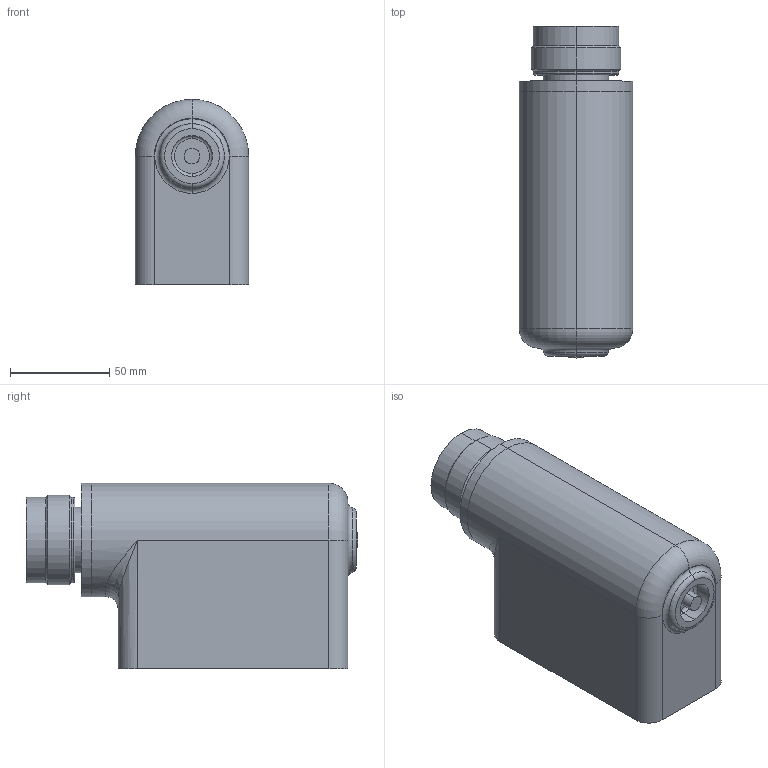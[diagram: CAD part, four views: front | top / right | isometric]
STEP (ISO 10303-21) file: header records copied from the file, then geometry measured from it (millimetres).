
FILE_DESCRIPTION (( 'STEP AP214' ), '1' );
FILE_NAME ('SSC_BASE_Sketch_Jul.18.STEP', '2025-07-18T16:35:12', ( '' ), ( '' ), 'SwSTEP 2.0', 'SolidWorks 2024', '' );
FILE_SCHEMA (( 'AUTOMOTIVE_DESIGN' ));
Length unit declared in the file: inch
Products named in the file (1): SSC_BASE_Sketch_Jul.18
Bounding box: 57.15 x 167.13 x 93.34 mm (x, y, z)
Volume: 499427.4 mm3; surface area: 133410.6 mm2
Topology: 15 solids, 15 shells, 358 faces, 833 edges, 523 vertices
Faces by surface type: cylinder 152, plane 139, torus 39, cone 26, bspline 2
Entity records: 10761 total; most frequent: DIRECTION 1961, CARTESIAN_POINT 1958, ORIENTED_EDGE 1662, EDGE_CURVE 831, AXIS2_PLACEMENT_3D 777, VERTEX_POINT 523, EDGE_LOOP 428, CIRCLE 420
